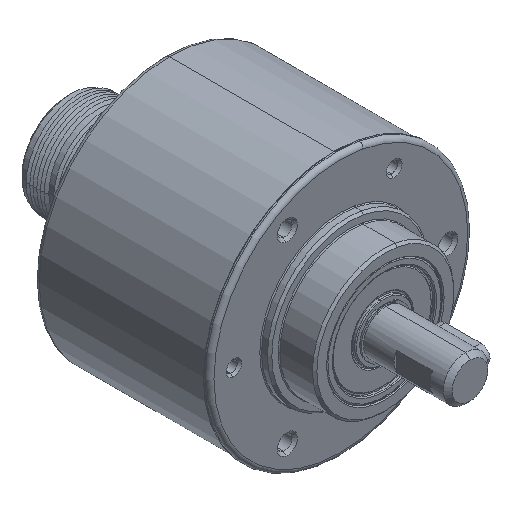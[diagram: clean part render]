
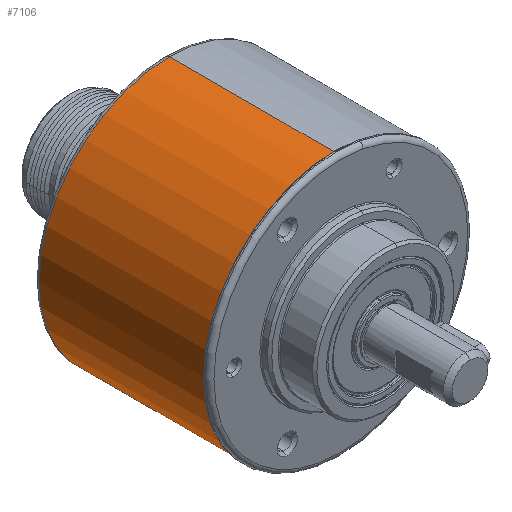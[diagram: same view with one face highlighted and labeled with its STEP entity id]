
A CAD part, isometric view. The second image highlights one B-rep face of the part: STEP entity #7106.
In plain terms, the highlighted cylindrical face has radius 29.25 mm (diameter 58.5 mm), a partial arc.
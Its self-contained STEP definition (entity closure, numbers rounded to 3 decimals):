
#66 = VECTOR ( 'NONE', #9661, 1000. ) ;
#135 = AXIS2_PLACEMENT_3D ( 'NONE', #3760, #3841, #3676 ) ;
#141 = LINE ( 'NONE', #9459, #66 ) ;
#692 = CARTESIAN_POINT ( 'NONE',  ( 0., 18.871, -29.25 ) ) ;
#836 = AXIS2_PLACEMENT_3D ( 'NONE', #4609, #4645, #9492 ) ;
#848 = AXIS2_PLACEMENT_3D ( 'NONE', #4385, #4489, #4499 ) ;
#2636 = ORIENTED_EDGE ( 'NONE', *, *, #5914, .T. ) ;
#2713 = CYLINDRICAL_SURFACE ( 'NONE', #135, 29.25 ) ;
#2732 = FACE_OUTER_BOUND ( 'NONE', #3412, .T. ) ;
#2826 = ORIENTED_EDGE ( 'NONE', *, *, #6081, .T. ) ;
#2952 = CARTESIAN_POINT ( 'NONE',  ( 0., 18.871, 29.25 ) ) ;
#3153 = VERTEX_POINT ( 'NONE', #2952 ) ;
#3412 = EDGE_LOOP ( 'NONE', ( #4935, #2826, #2636, #7630 ) ) ;
#3676 = DIRECTION ( 'NONE',  ( 0., 0., 1. ) ) ;
#3750 = CARTESIAN_POINT ( 'NONE',  ( 0., 55.871, -29.25 ) ) ;
#3760 = CARTESIAN_POINT ( 'NONE',  ( 0., 58.833, 0. ) ) ;
#3841 = DIRECTION ( 'NONE',  ( 0., 1., 0. ) ) ;
#4276 = CARTESIAN_POINT ( 'NONE',  ( 0., 55.871, 29.25 ) ) ;
#4385 = CARTESIAN_POINT ( 'NONE',  ( 0., 55.871, 0. ) ) ;
#4489 = DIRECTION ( 'NONE',  ( 0., -1., 0. ) ) ;
#4499 = DIRECTION ( 'NONE',  ( 0., 0., -1. ) ) ;
#4609 = CARTESIAN_POINT ( 'NONE',  ( 0., 18.871, 0. ) ) ;
#4645 = DIRECTION ( 'NONE',  ( 0., 1., 0. ) ) ;
#4935 = ORIENTED_EDGE ( 'NONE', *, *, #5872, .F. ) ;
#5872 = EDGE_CURVE ( 'NONE', #9403, #9625, #141, .T. ) ;
#5914 = EDGE_CURVE ( 'NONE', #3153, #6639, #9681, .T. ) ;
#6065 = EDGE_CURVE ( 'NONE', #6639, #9625, #9091, .T. ) ;
#6081 = EDGE_CURVE ( 'NONE', #9403, #3153, #9132, .T. ) ;
#6639 = VERTEX_POINT ( 'NONE', #4276 ) ;
#7106 = ADVANCED_FACE ( 'NONE', ( #2732 ), #2713, .T. ) ;
#7630 = ORIENTED_EDGE ( 'NONE', *, *, #6065, .T. ) ;
#9091 = CIRCLE ( 'NONE', #848, 29.25 ) ;
#9132 = CIRCLE ( 'NONE', #836, 29.25 ) ;
#9403 = VERTEX_POINT ( 'NONE', #692 ) ;
#9459 = CARTESIAN_POINT ( 'NONE',  ( 0., 58.833, -29.25 ) ) ;
#9492 = DIRECTION ( 'NONE',  ( 0., 0., 1. ) ) ;
#9584 = DIRECTION ( 'NONE',  ( 0., 1., 0. ) ) ;
#9625 = VERTEX_POINT ( 'NONE', #3750 ) ;
#9653 = VECTOR ( 'NONE', #9584, 1000. ) ;
#9661 = DIRECTION ( 'NONE',  ( 0., 1., 0. ) ) ;
#9680 = CARTESIAN_POINT ( 'NONE',  ( 0., 58.833, 29.25 ) ) ;
#9681 = LINE ( 'NONE', #9680, #9653 ) ;
